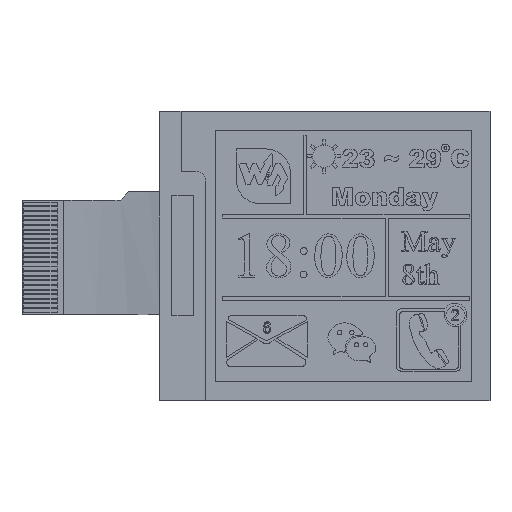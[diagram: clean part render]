
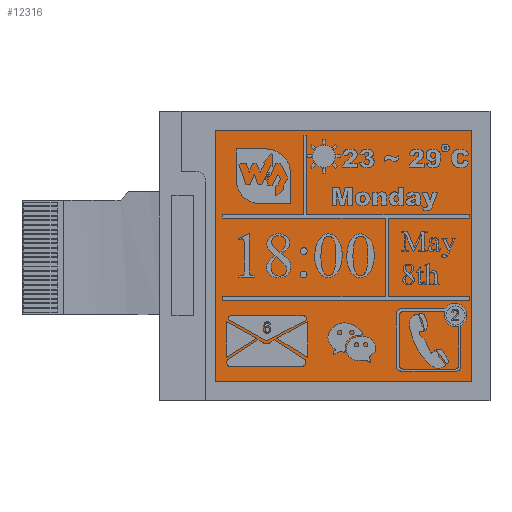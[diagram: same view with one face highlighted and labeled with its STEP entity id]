
A CAD part, top view. The second image highlights one B-rep face of the part: STEP entity #12316.
In plain terms, the highlighted planar face has unit normal (0, 0, 1).
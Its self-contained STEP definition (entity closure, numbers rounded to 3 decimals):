
#1190=LINE('',#23451,#2448);
#1192=LINE('',#23455,#2450);
#1194=LINE('',#23459,#2452);
#1196=LINE('',#23463,#2454);
#2448=VECTOR('',#17846,1000.);
#2450=VECTOR('',#17850,1000.);
#2452=VECTOR('',#17854,1000.);
#2454=VECTOR('',#17858,1000.);
#3377=PLANE('',#16262);
#5014=ORIENTED_EDGE('',*,*,#7927,.F.);
#5015=ORIENTED_EDGE('',*,*,#7920,.F.);
#5016=ORIENTED_EDGE('',*,*,#7926,.F.);
#5017=ORIENTED_EDGE('',*,*,#7924,.F.);
#5018=ORIENTED_EDGE('',*,*,#7922,.F.);
#7920=EDGE_CURVE('',#9451,#9452,#1190,.T.);
#7922=EDGE_CURVE('',#9452,#9453,#1192,.T.);
#7924=EDGE_CURVE('',#9453,#9454,#1194,.T.);
#7926=EDGE_CURVE('',#9454,#9451,#1196,.T.);
#7927=EDGE_CURVE('',#9455,#9455,#10187,.F.);
#9451=VERTEX_POINT('',#23450);
#9452=VERTEX_POINT('',#23452);
#9453=VERTEX_POINT('',#23456);
#9454=VERTEX_POINT('',#23460);
#9455=VERTEX_POINT('',#23466);
#10187=CIRCLE('',#16263,1.05);
#10571=EDGE_LOOP('',(#5014));
#10572=EDGE_LOOP('',(#5015,#5016,#5017,#5018));
#11446=FACE_BOUND('',#10571,.T.);
#11447=FACE_BOUND('',#10572,.T.);
#12316=ADVANCED_FACE('',(#11446,#11447),#3377,.F.);
#16262=AXIS2_PLACEMENT_3D('',#23464,#17859,#17860);
#16263=AXIS2_PLACEMENT_3D('',#23465,#17861,#17862);
#17846=DIRECTION('',(0.,1.,0.));
#17850=DIRECTION('',(1.,0.,0.));
#17854=DIRECTION('',(0.,-1.,0.));
#17858=DIRECTION('',(-1.,0.,0.));
#17859=DIRECTION('',(0.,0.,-1.));
#17860=DIRECTION('',(-1.,0.,0.));
#17861=DIRECTION('',(0.,0.,-1.));
#17862=DIRECTION('',(-1.,0.,0.));
#23450=CARTESIAN_POINT('',(-12.014,-13.805,1.013));
#23451=CARTESIAN_POINT('',(-12.014,-13.805,1.013));
#23452=CARTESIAN_POINT('',(-12.014,13.805,1.013));
#23455=CARTESIAN_POINT('',(-12.014,13.805,1.013));
#23456=CARTESIAN_POINT('',(16.154,13.805,1.013));
#23459=CARTESIAN_POINT('',(16.154,13.805,1.013));
#23460=CARTESIAN_POINT('',(16.154,-13.805,1.013));
#23463=CARTESIAN_POINT('',(16.154,-13.805,1.013));
#23464=CARTESIAN_POINT('',(0.,0.,1.013));
#23465=CARTESIAN_POINT('',(14.367,-6.539,1.013));
#23466=CARTESIAN_POINT('',(13.317,-6.539,1.013));
